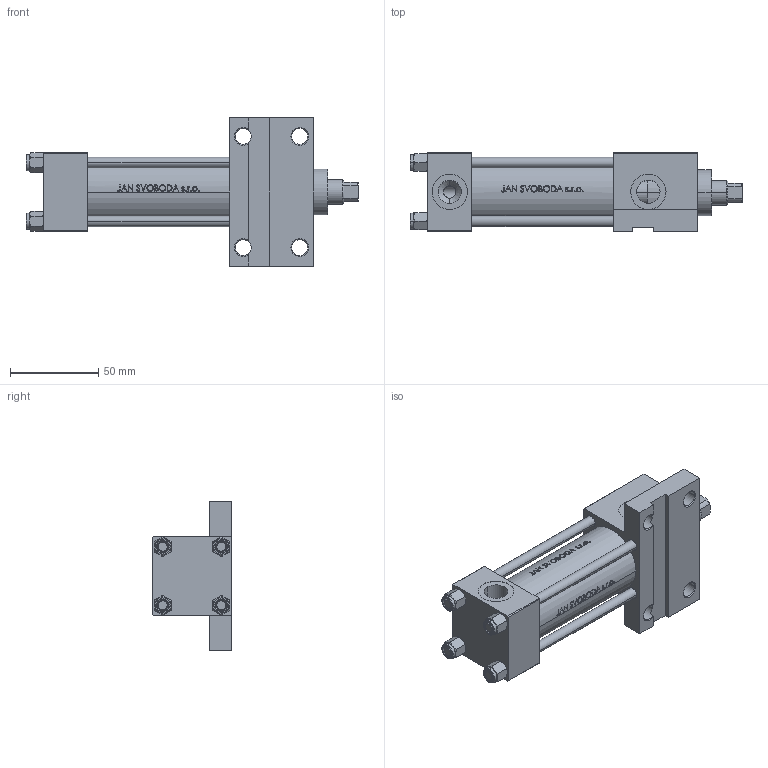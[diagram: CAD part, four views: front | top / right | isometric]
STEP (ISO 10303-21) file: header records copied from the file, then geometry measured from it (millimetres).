
FILE_DESCRIPTION (( 'STEP AP203' ), '1' );
FILE_NAME ('3212.STEP', '2023-01-18T08:28:20', ( '' ), ( '' ), 'SwSTEP 2.0', 'SolidWorks 2019', '' );
FILE_SCHEMA (( 'CONFIG_CONTROL_DESIGN' ));
Length unit declared in the file: millimetre
Products named in the file (6): NUT_M5_F b0b68a3f29ae01dc2697f2a6aab872fb; V215CR_F_Body b0b68a3f29ae01dc2697f2a6aab872fb; 3212; V215_VC_A b0b68a3f29ae01dc2697f2a6aab872fb; V215CR_F_TYCINKA b0b68a3f29ae01dc2697f2a6aab872fb; V215CR_VCP_F b0b68a3f29ae01dc2697f2a6aab872fb
Assembly tree (11 placements, depth 2):
  3212
    V215CR_F_Body b0b68a3f29ae01dc2697f2a6aab872fb
    V215CR_VCP_F b0b68a3f29ae01dc2697f2a6aab872fb
    V215CR_F_TYCINKA b0b68a3f29ae01dc2697f2a6aab872fb  x4
    NUT_M5_F b0b68a3f29ae01dc2697f2a6aab872fb  x4
    V215_VC_A b0b68a3f29ae01dc2697f2a6aab872fb
Bounding box: 188 x 45 x 84 mm (x, y, z)
Volume: 230149.8 mm3; surface area: 82762.4 mm2
Topology: 11 solids, 11 shells, 1110 faces, 2751 edges, 1777 vertices
Faces by surface type: plane 440, bspline 380, cone 152, cylinder 130, torus 8
Entity records: 47873 total; most frequent: CARTESIAN_POINT 25963, ORIENTED_EDGE 4994, DIRECTION 3151, EDGE_CURVE 2497, VERTEX_POINT 1633, LINE 1289, VECTOR 1289, EDGE_LOOP 1124
